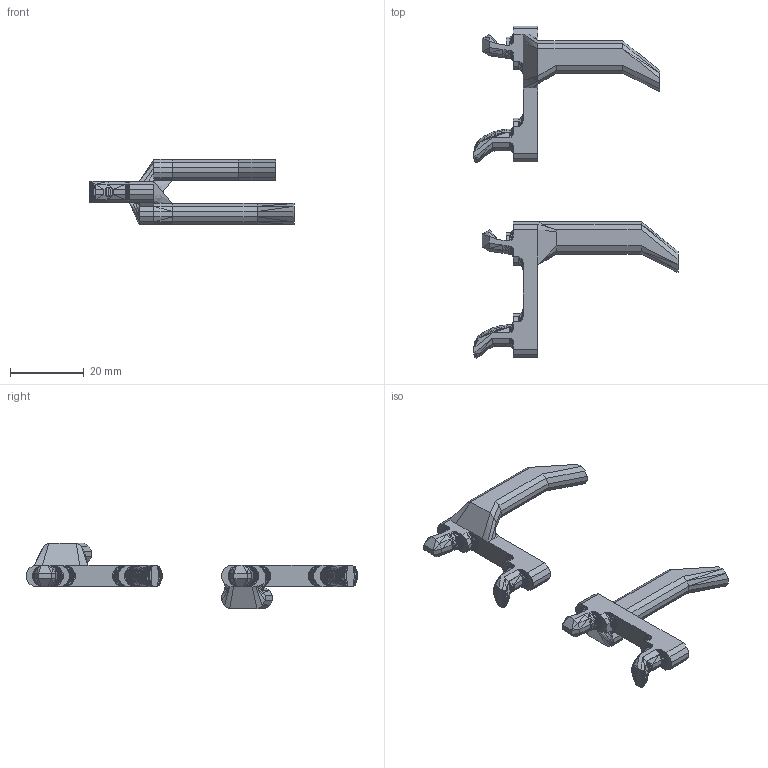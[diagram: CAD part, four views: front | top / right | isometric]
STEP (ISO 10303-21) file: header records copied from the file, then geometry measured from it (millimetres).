
FILE_DESCRIPTION(/* description */ (''),/* implementation_level */ '2;1');
FILE_NAME(/* name */ 'Long Hammer R1.step',/* time_stamp */ '2025-12-28T11:03:51+02:00',/* author */ (''),/* organization */ (''),/* preprocessor_version */ 'ST-DEVELOPER v20.1',/* originating_system */ 'Autodesk Translation Framework v14.21.0.0',/* authorisation */ '');
FILE_SCHEMA (('AUTOMOTIVE_DESIGN { 1 0 10303 214 3 1 1 }'));
Length unit declared in the file: millimetre
Products named in the file (1): Long Hammer R1
Bounding box: 55.3 x 89.97 x 17.8 mm (x, y, z)
Volume: 6966.6 mm3; surface area: 4419.8 mm2
Topology: 2 solids, 2 shells, 1817 faces, 3059 edges, 1246 vertices
Faces by surface type: plane 1781, bspline 36
Entity records: 39003 total; most frequent: CARTESIAN_POINT 6797, DIRECTION 6599, ORIENTED_EDGE 6118, EDGE_CURVE 3059, LINE 3035, VECTOR 3035, FACE_OUTER_BOUND 1817, EDGE_LOOP 1817
